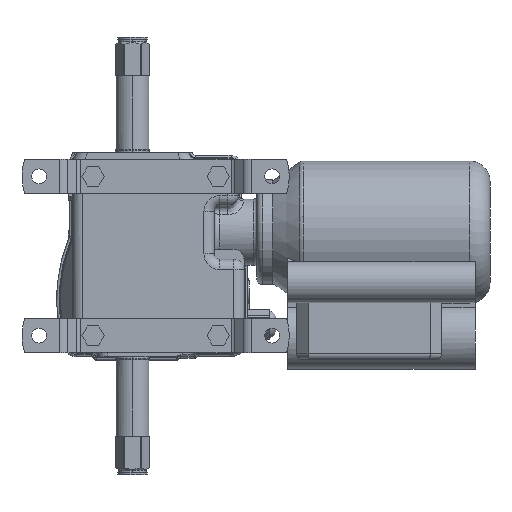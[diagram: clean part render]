
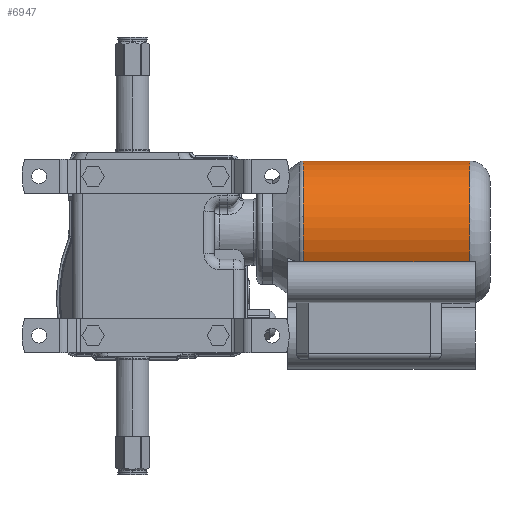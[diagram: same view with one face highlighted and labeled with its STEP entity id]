
A CAD part, left-side view. The second image highlights one B-rep face of the part: STEP entity #6947.
In plain terms, the highlighted cylindrical face has radius 62.5 mm (diameter 125 mm), a partial arc.
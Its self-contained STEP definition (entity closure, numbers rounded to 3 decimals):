
#91 = VERTEX_POINT ( 'NONE', #10184 ) ;
#968 = ORIENTED_EDGE ( 'NONE', *, *, #3412, .T. ) ;
#1568 = EDGE_CURVE ( 'NONE', #9595, #91, #8598, .T. ) ;
#2536 = ORIENTED_EDGE ( 'NONE', *, *, #1568, .T. ) ;
#2843 = CIRCLE ( 'NONE', #22305, 62.5 ) ;
#3021 = CYLINDRICAL_SURFACE ( 'NONE', #6537, 62.5 ) ;
#3361 = DIRECTION ( 'NONE',  ( 0., 1., 0. ) ) ;
#3412 = EDGE_CURVE ( 'NONE', #91, #7129, #2843, .T. ) ;
#4216 = VERTEX_POINT ( 'NONE', #12790 ) ;
#4388 = DIRECTION ( 'NONE',  ( 0., 1., 0. ) ) ;
#4796 = CARTESIAN_POINT ( 'NONE',  ( -56.179, 0., -27.389 ) ) ;
#4912 = DIRECTION ( 'NONE',  ( 0., -1., 0. ) ) ;
#5036 = CARTESIAN_POINT ( 'NONE',  ( 0., 0., 0. ) ) ;
#6439 = AXIS2_PLACEMENT_3D ( 'NONE', #10561, #6632, #10677 ) ;
#6537 = AXIS2_PLACEMENT_3D ( 'NONE', #5036, #3361, #10404 ) ;
#6632 = DIRECTION ( 'NONE',  ( 0., -1., 0. ) ) ;
#6947 = ADVANCED_FACE ( 'NONE', ( #7055 ), #3021, .T. ) ;
#7053 = EDGE_CURVE ( 'NONE', #7129, #4216, #16637, .T. ) ;
#7055 = FACE_OUTER_BOUND ( 'NONE', #14956, .T. ) ;
#7129 = VERTEX_POINT ( 'NONE', #15301 ) ;
#7165 = CARTESIAN_POINT ( 'NONE',  ( 0., 0., 62.5 ) ) ;
#8598 = LINE ( 'NONE', #4796, #16158 ) ;
#9595 = VERTEX_POINT ( 'NONE', #14248 ) ;
#10184 = CARTESIAN_POINT ( 'NONE',  ( -56.179, -173., -27.389 ) ) ;
#10404 = DIRECTION ( 'NONE',  ( 0., 0., 1. ) ) ;
#10561 = CARTESIAN_POINT ( 'NONE',  ( 0., -26.576, 0. ) ) ;
#10677 = DIRECTION ( 'NONE',  ( 0., 0., -1. ) ) ;
#12790 = CARTESIAN_POINT ( 'NONE',  ( 0., -26.576, 62.5 ) ) ;
#12915 = DIRECTION ( 'NONE',  ( 0., 1., 0. ) ) ;
#13107 = EDGE_CURVE ( 'NONE', #4216, #9595, #21725, .T. ) ;
#14248 = CARTESIAN_POINT ( 'NONE',  ( -56.179, -26.576, -27.389 ) ) ;
#14956 = EDGE_LOOP ( 'NONE', ( #968, #19688, #17484, #2536 ) ) ;
#15262 = DIRECTION ( 'NONE',  ( 0., 0., 1. ) ) ;
#15301 = CARTESIAN_POINT ( 'NONE',  ( 0., -173., 62.5 ) ) ;
#16080 = VECTOR ( 'NONE', #12915, 1000. ) ;
#16158 = VECTOR ( 'NONE', #4912, 1000. ) ;
#16637 = LINE ( 'NONE', #7165, #16080 ) ;
#17484 = ORIENTED_EDGE ( 'NONE', *, *, #13107, .T. ) ;
#19688 = ORIENTED_EDGE ( 'NONE', *, *, #7053, .T. ) ;
#20766 = CARTESIAN_POINT ( 'NONE',  ( 0., -173., 0. ) ) ;
#21725 = CIRCLE ( 'NONE', #6439, 62.5 ) ;
#22305 = AXIS2_PLACEMENT_3D ( 'NONE', #20766, #4388, #15262 ) ;
